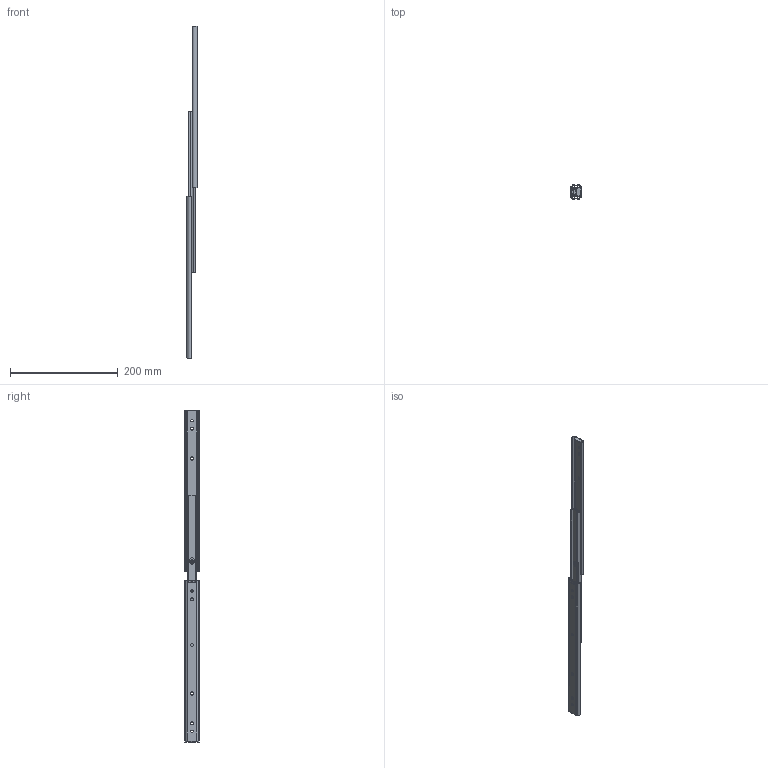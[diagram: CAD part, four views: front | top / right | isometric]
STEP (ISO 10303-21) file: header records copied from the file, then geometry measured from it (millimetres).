
FILE_DESCRIPTION (( 'STEP AP203' ), '1' );
FILE_NAME ('U2731_300.STEP', '2021-08-30T04:21:37', ( '' ), ( '' ), 'SwSTEP 2.0', 'SolidWorks 2019', '' );
FILE_SCHEMA (( 'CONFIG_CONTROL_DESIGN' ));
Length unit declared in the file: millimetre
Products named in the file (3): U2731-300 OM ; U2731_300; U2731-300 IM 
Assembly tree (4 placements, depth 2):
  U2731_300
    U2731-300 OM   x2
    U2731-300 IM   x2
Bounding box: 19.1 x 26.8 x 616.3 mm (x, y, z)
Volume: 55182.8 mm3; surface area: 78477.3 mm2
Topology: 4 solids, 4 shells, 258 faces, 758 edges, 500 vertices
Faces by surface type: plane 126, cylinder 124, bspline 8
Entity records: 5118 total; most frequent: CARTESIAN_POINT 1297, ORIENTED_EDGE 758, DIRECTION 709, EDGE_CURVE 379, VERTEX_POINT 250, AXIS2_PLACEMENT_3D 248, LINE 213, VECTOR 213
